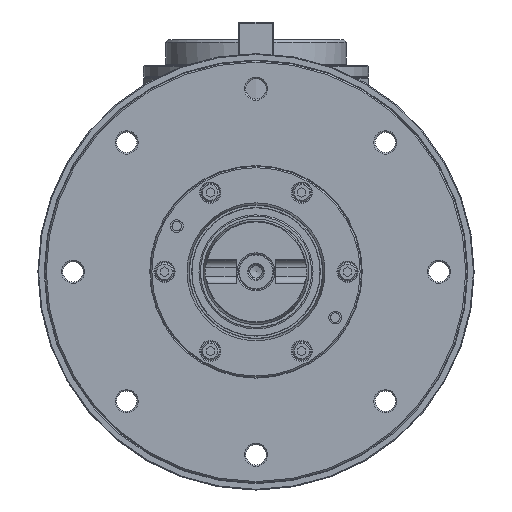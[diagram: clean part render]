
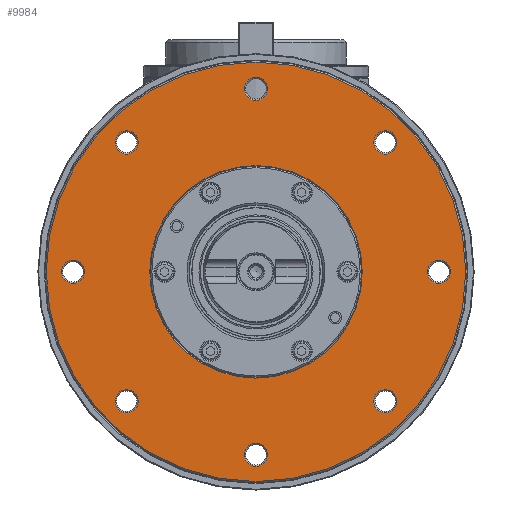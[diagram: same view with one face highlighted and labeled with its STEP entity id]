
A CAD part, front view. The second image highlights one B-rep face of the part: STEP entity #9984.
In plain terms, the highlighted planar face has unit normal (0, -1, 0).
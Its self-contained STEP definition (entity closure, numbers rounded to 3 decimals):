
#156=FACE_BOUND('',#1429,.T.);
#157=FACE_BOUND('',#1430,.T.);
#158=FACE_BOUND('',#1431,.T.);
#159=FACE_BOUND('',#1432,.T.);
#160=FACE_BOUND('',#1433,.T.);
#161=FACE_BOUND('',#1434,.T.);
#162=FACE_BOUND('',#1435,.T.);
#163=FACE_BOUND('',#1436,.T.);
#164=FACE_BOUND('',#1437,.T.);
#337=PLANE('',#10680);
#778=FACE_OUTER_BOUND('',#1428,.T.);
#1428=EDGE_LOOP('',(#6860));
#1429=EDGE_LOOP('',(#6861));
#1430=EDGE_LOOP('',(#6862));
#1431=EDGE_LOOP('',(#6863));
#1432=EDGE_LOOP('',(#6864));
#1433=EDGE_LOOP('',(#6865));
#1434=EDGE_LOOP('',(#6866));
#1435=EDGE_LOOP('',(#6867));
#1436=EDGE_LOOP('',(#6868));
#1437=EDGE_LOOP('',(#6869));
#3754=CIRCLE('',#10679,75.5);
#3755=CIRCLE('',#10681,149.);
#3756=CIRCLE('',#10682,8.25);
#3757=CIRCLE('',#10683,8.25);
#3758=CIRCLE('',#10684,8.25);
#3759=CIRCLE('',#10685,8.25);
#3760=CIRCLE('',#10686,8.25);
#3761=CIRCLE('',#10687,8.25);
#3762=CIRCLE('',#10688,8.25);
#3763=CIRCLE('',#10689,8.25);
#4387=VERTEX_POINT('',#15296);
#4388=VERTEX_POINT('',#15300);
#4389=VERTEX_POINT('',#15302);
#4390=VERTEX_POINT('',#15304);
#4391=VERTEX_POINT('',#15306);
#4392=VERTEX_POINT('',#15308);
#4393=VERTEX_POINT('',#15310);
#4394=VERTEX_POINT('',#15312);
#4395=VERTEX_POINT('',#15314);
#4396=VERTEX_POINT('',#15316);
#5360=EDGE_CURVE('',#4387,#4387,#3754,.T.);
#5361=EDGE_CURVE('',#4388,#4388,#3755,.T.);
#5362=EDGE_CURVE('',#4389,#4389,#3756,.T.);
#5363=EDGE_CURVE('',#4390,#4390,#3757,.T.);
#5364=EDGE_CURVE('',#4391,#4391,#3758,.T.);
#5365=EDGE_CURVE('',#4392,#4392,#3759,.T.);
#5366=EDGE_CURVE('',#4393,#4393,#3760,.T.);
#5367=EDGE_CURVE('',#4394,#4394,#3761,.T.);
#5368=EDGE_CURVE('',#4395,#4395,#3762,.T.);
#5369=EDGE_CURVE('',#4396,#4396,#3763,.T.);
#6860=ORIENTED_EDGE('',*,*,#5361,.T.);
#6861=ORIENTED_EDGE('',*,*,#5362,.T.);
#6862=ORIENTED_EDGE('',*,*,#5363,.T.);
#6863=ORIENTED_EDGE('',*,*,#5364,.T.);
#6864=ORIENTED_EDGE('',*,*,#5365,.F.);
#6865=ORIENTED_EDGE('',*,*,#5366,.F.);
#6866=ORIENTED_EDGE('',*,*,#5367,.F.);
#6867=ORIENTED_EDGE('',*,*,#5368,.F.);
#6868=ORIENTED_EDGE('',*,*,#5369,.T.);
#6869=ORIENTED_EDGE('',*,*,#5360,.F.);
#9984=ADVANCED_FACE('',(#778,#156,#157,#158,#159,#160,#161,#162,#163,#164),
#337,.F.);
#10679=AXIS2_PLACEMENT_3D('',#15298,#11995,#11996);
#10680=AXIS2_PLACEMENT_3D('',#15299,#11997,#11998);
#10681=AXIS2_PLACEMENT_3D('',#15301,#11999,#12000);
#10682=AXIS2_PLACEMENT_3D('',#15303,#12001,#12002);
#10683=AXIS2_PLACEMENT_3D('',#15305,#12003,#12004);
#10684=AXIS2_PLACEMENT_3D('',#15307,#12005,#12006);
#10685=AXIS2_PLACEMENT_3D('',#15309,#12007,#12008);
#10686=AXIS2_PLACEMENT_3D('',#15311,#12009,#12010);
#10687=AXIS2_PLACEMENT_3D('',#15313,#12011,#12012);
#10688=AXIS2_PLACEMENT_3D('',#15315,#12013,#12014);
#10689=AXIS2_PLACEMENT_3D('',#15317,#12015,#12016);
#11995=DIRECTION('center_axis',(0.,-1.,0.));
#11996=DIRECTION('ref_axis',(1.,0.,0.));
#11997=DIRECTION('center_axis',(0.,1.,0.));
#11998=DIRECTION('ref_axis',(1.,0.,0.));
#11999=DIRECTION('center_axis',(0.,-1.,0.));
#12000=DIRECTION('ref_axis',(-1.,0.,0.));
#12001=DIRECTION('center_axis',(0.,1.,0.));
#12002=DIRECTION('ref_axis',(1.,0.,0.));
#12003=DIRECTION('center_axis',(0.,1.,0.));
#12004=DIRECTION('ref_axis',(0.707,0.,-0.707));
#12005=DIRECTION('center_axis',(0.,1.,0.));
#12006=DIRECTION('ref_axis',(0.,0.,-1.));
#12007=DIRECTION('center_axis',(0.,-1.,0.));
#12008=DIRECTION('ref_axis',(-1.,0.,0.));
#12009=DIRECTION('center_axis',(0.,-1.,0.));
#12010=DIRECTION('ref_axis',(-0.707,0.,-0.707));
#12011=DIRECTION('center_axis',(0.,-1.,0.));
#12012=DIRECTION('ref_axis',(0.,0.,1.));
#12013=DIRECTION('center_axis',(0.,-1.,0.));
#12014=DIRECTION('ref_axis',(0.707,0.,0.707));
#12015=DIRECTION('center_axis',(0.,1.,0.));
#12016=DIRECTION('ref_axis',(-0.707,0.,0.707));
#15296=CARTESIAN_POINT('',(75.5,0.,0.));
#15298=CARTESIAN_POINT('Origin',(0.,0.,0.));
#15299=CARTESIAN_POINT('Origin',(0.,0.,0.));
#15300=CARTESIAN_POINT('',(-149.,0.,0.));
#15301=CARTESIAN_POINT('Origin',(0.,0.,0.));
#15302=CARTESIAN_POINT('',(-121.75,0.,0.));
#15303=CARTESIAN_POINT('Origin',(-130.,0.,0.));
#15304=CARTESIAN_POINT('',(-86.09,0.,86.09));
#15305=CARTESIAN_POINT('Origin',(-91.924,0.,91.924));
#15306=CARTESIAN_POINT('',(0.,0.,121.75));
#15307=CARTESIAN_POINT('Origin',(0.,0.,130.));
#15308=CARTESIAN_POINT('',(138.25,0.,0.));
#15309=CARTESIAN_POINT('Origin',(130.,0.,0.));
#15310=CARTESIAN_POINT('',(97.758,0.,97.758));
#15311=CARTESIAN_POINT('Origin',(91.924,0.,91.924));
#15312=CARTESIAN_POINT('',(0.,0.,-138.25));
#15313=CARTESIAN_POINT('Origin',(0.,0.,-130.));
#15314=CARTESIAN_POINT('',(-97.758,0.,-97.758));
#15315=CARTESIAN_POINT('Origin',(-91.924,0.,-91.924));
#15316=CARTESIAN_POINT('',(86.09,0.,-86.09));
#15317=CARTESIAN_POINT('Origin',(91.924,0.,-91.924));
